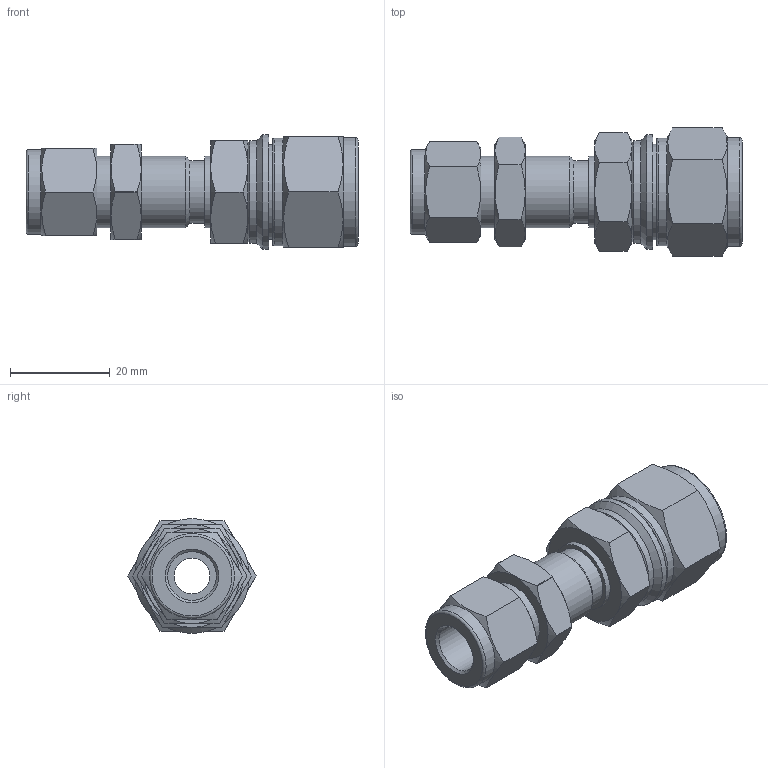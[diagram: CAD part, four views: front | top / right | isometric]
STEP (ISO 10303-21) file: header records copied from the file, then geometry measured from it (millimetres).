
FILE_DESCRIPTION(/* description */ (''),/* implementation_level */ '2;1');
FILE_NAME(/* name */ 'SBHRUI-6-8.stp',/* time_stamp */ '2022-04-22T12:07:37+09:00',/* author */ ('user'),/* organization */ (''),/* preprocessor_version */ 'ST-DEVELOPER v18.1',/* originating_system */ 'Autodesk Inventor 2022',/* authorisation */ '');
FILE_SCHEMA (('AUTOMOTIVE_DESIGN { 1 0 10303 214 3 1 1 }'));
Length unit declared in the file: millimetre
Products named in the file (1): SBHRUI-6-8
Bounding box: 66.51 x 25.66 x 23 mm (x, y, z)
Volume: 13850.3 mm3; surface area: 8131.7 mm2
Topology: 1 solids, 1 shells, 97 faces, 215 edges, 134 vertices
Faces by surface type: plane 40, cone 32, cylinder 22, torus 3
Full cylindrical faces by diameter (mm): 7.112 x1, 9.73 x1, 10.414 x1, 12.5 x1, 12.9 x1, 14.28 x3, 17 x1, 17.2 x1, 17.7 x1, 19.05 x1, 20.6 x1, 21.5 x1, 21.8 x1, 23 x1
Entity records: 2647 total; most frequent: CARTESIAN_POINT 579, ORIENTED_EDGE 430, DIRECTION 428, EDGE_CURVE 215, AXIS2_PLACEMENT_3D 181, VERTEX_POINT 134, EDGE_LOOP 113, FACE_OUTER_BOUND 97
